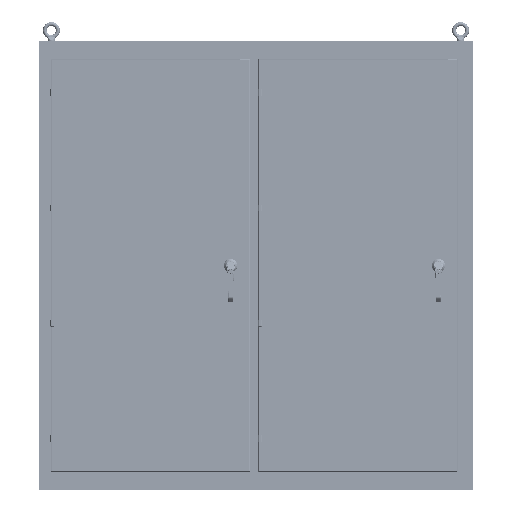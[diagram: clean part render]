
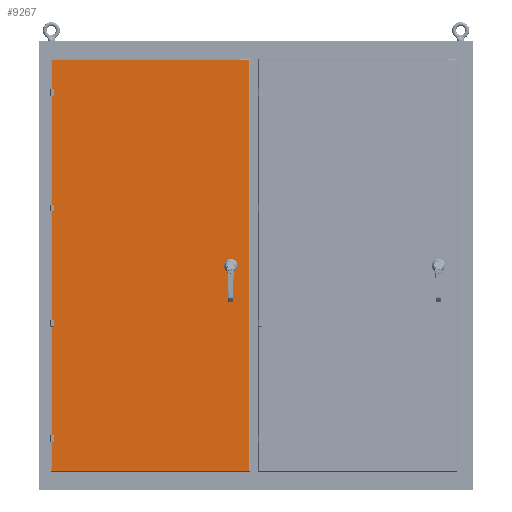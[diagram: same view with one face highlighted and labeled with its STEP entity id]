
A CAD part, top view. The second image highlights one B-rep face of the part: STEP entity #9267.
In plain terms, the highlighted planar face has unit normal (0, 0, 1).
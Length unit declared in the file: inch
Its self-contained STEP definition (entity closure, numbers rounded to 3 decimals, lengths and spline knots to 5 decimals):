
#9267 = ADVANCED_FACE ( 'NONE', ( #285193, #71654 ), #340226, .F. ) ;
#20946 = LINE ( 'NONE', #153579, #200292 ) ;
#22205 = AXIS2_PLACEMENT_3D ( 'NONE', #333432, #209360, #312716 ) ;
#35840 = VECTOR ( 'NONE', #278357, 39.37008 ) ;
#58293 = ORIENTED_EDGE ( 'NONE', *, *, #114531, .T. ) ;
#62516 = CARTESIAN_POINT ( 'NONE',  ( -1.0753, -31.1122, 10.058 ) ) ;
#63696 = CARTESIAN_POINT ( 'NONE',  ( -16.0312, -31.1122, 10.058 ) ) ;
#71654 = FACE_OUTER_BOUND ( 'NONE', #140408, .T. ) ;
#76027 = DIRECTION ( 'NONE',  ( -1., 0., 0. ) ) ;
#82306 = CARTESIAN_POINT ( 'NONE',  ( -30.98711, 0., 10.058 ) ) ;
#84327 = CARTESIAN_POINT ( 'NONE',  ( -1.0753, 0., 10.058 ) ) ;
#90680 = LINE ( 'NONE', #84327, #35840 ) ;
#99959 = DIRECTION ( 'NONE',  ( 0., 0., -1. ) ) ;
#100944 = VECTOR ( 'NONE', #299701, 39.37008 ) ;
#114531 = EDGE_CURVE ( 'NONE', #155380, #155380, #166407, .T. ) ;
#120313 = EDGE_CURVE ( 'NONE', #192495, #301646, #20946, .T. ) ;
#122387 = CARTESIAN_POINT ( 'NONE',  ( -30.98711, 31.1122, 10.058 ) ) ;
#140408 = EDGE_LOOP ( 'NONE', ( #231716, #236036, #189071, #231111 ) ) ;
#148372 = VERTEX_POINT ( 'NONE', #62516 ) ;
#153363 = DIRECTION ( 'NONE',  ( -1., 0., 0. ) ) ;
#153579 = CARTESIAN_POINT ( 'NONE',  ( -16.0312, 31.1122, 10.058 ) ) ;
#155380 = VERTEX_POINT ( 'NONE', #236333 ) ;
#164328 = EDGE_LOOP ( 'NONE', ( #58293 ) ) ;
#166407 = CIRCLE ( 'NONE', #303866, 0.22146 ) ;
#175767 = EDGE_CURVE ( 'NONE', #221298, #148372, #275567, .T. ) ;
#189071 = ORIENTED_EDGE ( 'NONE', *, *, #288048, .T. ) ;
#192495 = VERTEX_POINT ( 'NONE', #286554 ) ;
#200292 = VECTOR ( 'NONE', #76027, 39.37008 ) ;
#201819 = VECTOR ( 'NONE', #292433, 39.37008 ) ;
#209360 = DIRECTION ( 'NONE',  ( 0., 0., -1. ) ) ;
#214776 = EDGE_CURVE ( 'NONE', #301646, #221298, #318273, .T. ) ;
#221298 = VERTEX_POINT ( 'NONE', #301317 ) ;
#231111 = ORIENTED_EDGE ( 'NONE', *, *, #120313, .T. ) ;
#231716 = ORIENTED_EDGE ( 'NONE', *, *, #214776, .T. ) ;
#236036 = ORIENTED_EDGE ( 'NONE', *, *, #175767, .T. ) ;
#236333 = CARTESIAN_POINT ( 'NONE',  ( -4.06447, 0., 10.058 ) ) ;
#275567 = LINE ( 'NONE', #63696, #100944 ) ;
#278357 = DIRECTION ( 'NONE',  ( 0., 1., 0. ) ) ;
#280878 = CARTESIAN_POINT ( 'NONE',  ( -3.84301, 0., 10.058 ) ) ;
#285193 = FACE_BOUND ( 'NONE', #164328, .T. ) ;
#286554 = CARTESIAN_POINT ( 'NONE',  ( -1.0753, 31.1122, 10.058 ) ) ;
#288048 = EDGE_CURVE ( 'NONE', #148372, #192495, #90680, .T. ) ;
#292433 = DIRECTION ( 'NONE',  ( 0., -1., 0. ) ) ;
#299701 = DIRECTION ( 'NONE',  ( 1., 0., 0. ) ) ;
#301317 = CARTESIAN_POINT ( 'NONE',  ( -30.98711, -31.1122, 10.058 ) ) ;
#301646 = VERTEX_POINT ( 'NONE', #122387 ) ;
#303866 = AXIS2_PLACEMENT_3D ( 'NONE', #280878, #99959, #153363 ) ;
#312716 = DIRECTION ( 'NONE',  ( -1., 0., 0. ) ) ;
#318273 = LINE ( 'NONE', #82306, #201819 ) ;
#333432 = CARTESIAN_POINT ( 'NONE',  ( -16.0312, 0., 10.058 ) ) ;
#340226 = PLANE ( 'NONE',  #22205 ) ;
